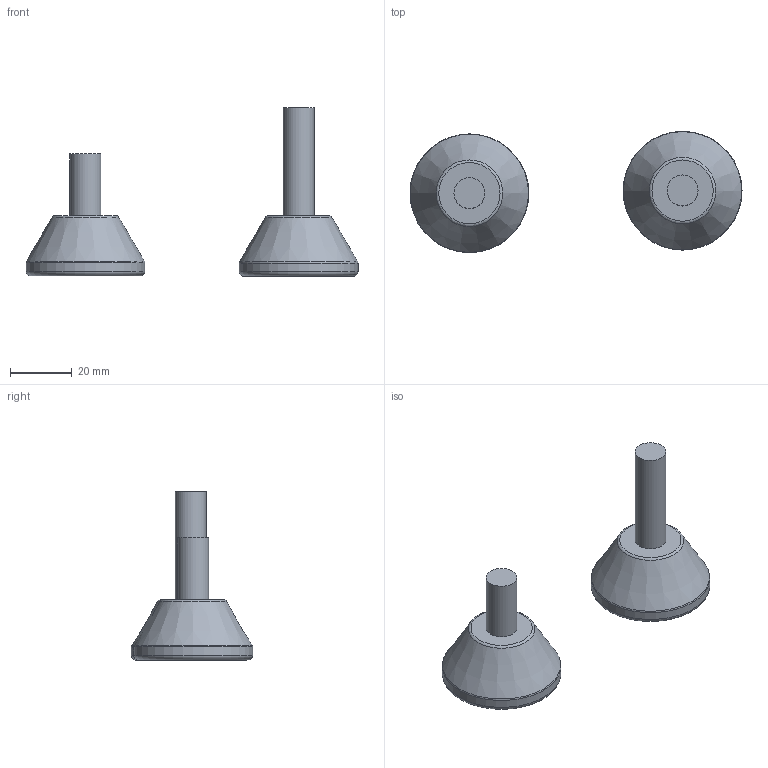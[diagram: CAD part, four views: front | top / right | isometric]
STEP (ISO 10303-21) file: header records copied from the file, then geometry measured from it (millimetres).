
FILE_DESCRIPTION(/* description */ (''),/* implementation_level */ '2;1');
FILE_NAME(/* name */ 'PRM10-2.stp',/* time_stamp */ '2024-04-01T11:42:20+09:00',/* author */ ('user'),/* organization */ (''),/* preprocessor_version */ 'ST-DEVELOPER v15.6',/* originating_system */ 'Autodesk Inventor 2015',/* authorisation */ '');
FILE_SCHEMA (('AUTOMOTIVE_DESIGN { 1 0 10303 214 3 1 1 }'));
Length unit declared in the file: millimetre
Products named in the file (3): DR_PRM10-2-20; DR_PRM10-2-35; PRM10-2
Bounding box: 107.56 x 39.34 x 54.5 mm (x, y, z)
Volume: 34719.1 mm3; surface area: 9157.3 mm2
Topology: 2 solids, 2 shells, 34 faces, 62 edges, 40 vertices
Faces by surface type: torus 16, plane 12, cylinder 4, cone 2
Full cylindrical faces by diameter (mm): 10 x2, 38.5 x2
Entity records: 729 total; most frequent: DIRECTION 142, CARTESIAN_POINT 103, AXIS2_PLACEMENT_3D 71, EDGE_LOOP 64, ORIENTED_EDGE 64, FACE_OUTER_BOUND 34, ADVANCED_FACE 34, CIRCLE 32
